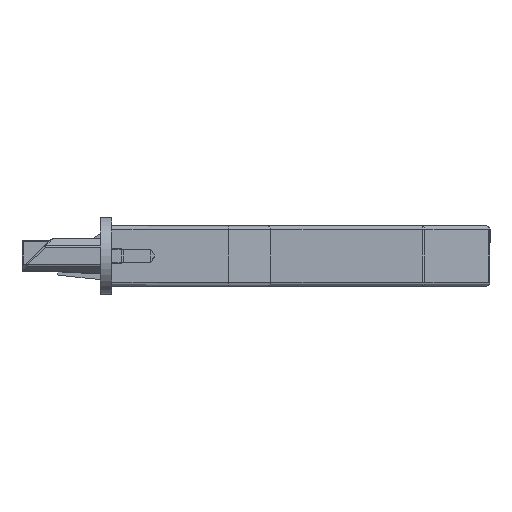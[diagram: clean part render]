
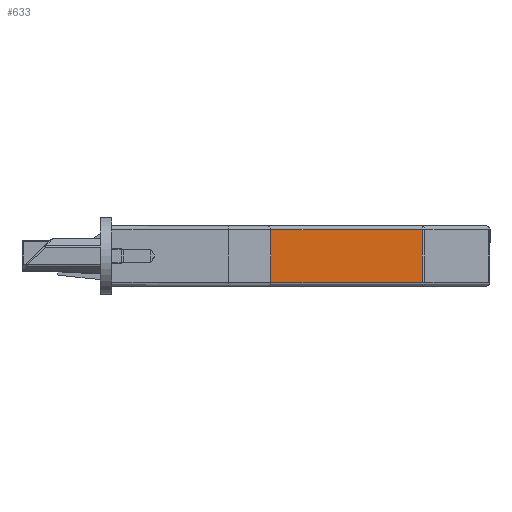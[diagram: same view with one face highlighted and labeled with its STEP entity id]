
A CAD part, front view. The second image highlights one B-rep face of the part: STEP entity #633.
In plain terms, the highlighted face is planar.
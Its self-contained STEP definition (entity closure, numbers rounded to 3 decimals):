
#62 = LINE ( 'NONE', #4606, #3896 ) ;
#166 = FACE_OUTER_BOUND ( 'NONE', #16468, .T. ) ;
#363 = VECTOR ( 'NONE', #9155, 1000. ) ;
#633 = ADVANCED_FACE ( 'NONE', ( #12491, #166 ), #19033, .T. ) ;
#1460 = VECTOR ( 'NONE', #18501, 1000. ) ;
#1631 = DIRECTION ( 'NONE',  ( 0., -1., 0. ) ) ;
#1635 = DIRECTION ( 'NONE',  ( -1., 0., 0. ) ) ;
#1817 = VERTEX_POINT ( 'NONE', #15893 ) ;
#2100 = DIRECTION ( 'NONE',  ( 0., 1., 0. ) ) ;
#2176 = LINE ( 'NONE', #9058, #20763 ) ;
#2282 = DIRECTION ( 'NONE',  ( 1., 0., 0. ) ) ;
#3166 = VERTEX_POINT ( 'NONE', #4288 ) ;
#3216 = DIRECTION ( 'NONE',  ( 0., 0., -1. ) ) ;
#3563 = DIRECTION ( 'NONE',  ( 0., 0., 1. ) ) ;
#3896 = VECTOR ( 'NONE', #1635, 1000. ) ;
#4288 = CARTESIAN_POINT ( 'NONE',  ( 14., 145.3, 12.75 ) ) ;
#4606 = CARTESIAN_POINT ( 'NONE',  ( 14., 145.3, -0.75 ) ) ;
#5399 = ORIENTED_EDGE ( 'NONE', *, *, #16543, .T. ) ;
#5557 = ORIENTED_EDGE ( 'NONE', *, *, #6704, .T. ) ;
#5874 = EDGE_CURVE ( 'NONE', #1817, #3166, #10859, .T. ) ;
#6478 = DIRECTION ( 'NONE',  ( 0., 0., -1. ) ) ;
#6704 = EDGE_CURVE ( 'NONE', #20141, #15919, #7956, .T. ) ;
#7645 = EDGE_CURVE ( 'NONE', #19983, #9007, #11283, .T. ) ;
#7956 = CIRCLE ( 'NONE', #18788, 1.75 ) ;
#8159 = ORIENTED_EDGE ( 'NONE', *, *, #15164, .T. ) ;
#9007 = VERTEX_POINT ( 'NONE', #18943 ) ;
#9058 = CARTESIAN_POINT ( 'NONE',  ( 14., 145.3, 12.75 ) ) ;
#9155 = DIRECTION ( 'NONE',  ( 0., 0., 1. ) ) ;
#10546 = AXIS2_PLACEMENT_3D ( 'NONE', #15873, #2100, #3563 ) ;
#10715 = CIRCLE ( 'NONE', #18993, 1.75 ) ;
#10859 = LINE ( 'NONE', #17750, #363 ) ;
#11234 = CARTESIAN_POINT ( 'NONE',  ( 44.75, 145.3, 6. ) ) ;
#11283 = LINE ( 'NONE', #14793, #1460 ) ;
#12138 = CARTESIAN_POINT ( 'NONE',  ( 44.75, 145.3, 6. ) ) ;
#12491 = FACE_BOUND ( 'NONE', #13678, .T. ) ;
#13678 = EDGE_LOOP ( 'NONE', ( #5557, #20084 ) ) ;
#14793 = CARTESIAN_POINT ( 'NONE',  ( 93.586, 145.3, -1.75 ) ) ;
#15164 = EDGE_CURVE ( 'NONE', #3166, #19983, #2176, .T. ) ;
#15873 = CARTESIAN_POINT ( 'NONE',  ( 14., 145.3, -1.75 ) ) ;
#15893 = CARTESIAN_POINT ( 'NONE',  ( 14., 145.3, -0.75 ) ) ;
#15919 = VERTEX_POINT ( 'NONE', #19010 ) ;
#16468 = EDGE_LOOP ( 'NONE', ( #18922, #8159, #21934, #5399 ) ) ;
#16543 = EDGE_CURVE ( 'NONE', #9007, #1817, #62, .T. ) ;
#17421 = CARTESIAN_POINT ( 'NONE',  ( 44.75, 145.3, 4.25 ) ) ;
#17750 = CARTESIAN_POINT ( 'NONE',  ( 14., 145.3, -1.75 ) ) ;
#18501 = DIRECTION ( 'NONE',  ( 0., 0., -1. ) ) ;
#18788 = AXIS2_PLACEMENT_3D ( 'NONE', #11234, #21625, #6478 ) ;
#18922 = ORIENTED_EDGE ( 'NONE', *, *, #5874, .T. ) ;
#18943 = CARTESIAN_POINT ( 'NONE',  ( 93.586, 145.3, -0.75 ) ) ;
#18993 = AXIS2_PLACEMENT_3D ( 'NONE', #12138, #1631, #3216 ) ;
#19010 = CARTESIAN_POINT ( 'NONE',  ( 44.75, 145.3, 7.75 ) ) ;
#19033 = PLANE ( 'NONE',  #10546 ) ;
#19983 = VERTEX_POINT ( 'NONE', #22046 ) ;
#20084 = ORIENTED_EDGE ( 'NONE', *, *, #21302, .T. ) ;
#20141 = VERTEX_POINT ( 'NONE', #17421 ) ;
#20763 = VECTOR ( 'NONE', #2282, 1000. ) ;
#21302 = EDGE_CURVE ( 'NONE', #15919, #20141, #10715, .T. ) ;
#21625 = DIRECTION ( 'NONE',  ( 0., -1., 0. ) ) ;
#21934 = ORIENTED_EDGE ( 'NONE', *, *, #7645, .T. ) ;
#22046 = CARTESIAN_POINT ( 'NONE',  ( 93.586, 145.3, 12.75 ) ) ;
